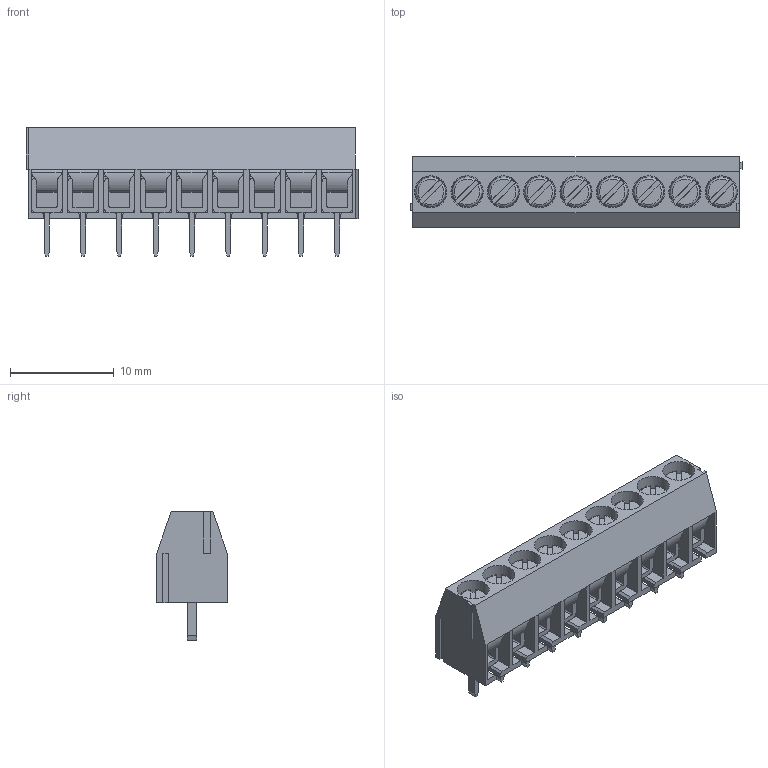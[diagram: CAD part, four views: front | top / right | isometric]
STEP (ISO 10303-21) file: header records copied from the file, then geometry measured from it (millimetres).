
FILE_DESCRIPTION(('FreeCAD Model'),'2;1');
FILE_NAME('Open CASCADE Shape Model','2023-02-18T22:12:12',( 'kicad StepUp'),('ksu MCAD'),'Open CASCADE STEP processor 7.6', 'FreeCAD','Unknown');
FILE_SCHEMA(('AUTOMOTIVE_DESIGN { 1 0 10303 214 1 1 1 1 }'));
Length unit declared in the file: millimetre
Products named in the file (32): PCB_Terminal_Block_9-P3.5; Body130; Body131; Body132; M1.6x4-Screw008; Body133; Body134; Body135; Body136; Body137; Body138; Body139; Body140; Body141; Body142; Body143; Body144; Body145; Body146; Body147; Body148; Body149; Body150; Body151; Body152; Body153; Body154; Body155; Body156; Body157; Body158; Body159
Assembly tree (31 placements, depth 2):
  PCB_Terminal_Block_9-P3.5
    Body130
    Body131
    Body132
    M1.6x4-Screw008
    Body133
    Body134
    Body135
    Body136
    Body137
    Body138
    Body139
    Body140
    Body141
    Body142
    Body143
    Body144
    Body145
    Body146
    Body147
    Body148
    Body149
    Body150
    Body151
    Body152
    Body153
    Body154
    Body155
    Body156
    Body157
    Body158
    Body159
Bounding box: 32 x 6.8 x 12.4 mm (x, y, z)
Volume: 1338.6 mm3; surface area: 4272 mm2
Topology: 31 solids, 31 shells, 932 faces, 2522 edges, 1650 vertices
Faces by surface type: plane 614, cylinder 278, revolution 30, cone 10
Full cylindrical faces by diameter (mm): 1.25 x20, 1.6 x10, 1.8 x10, 2.1 x9, 3.1 x9
Entity records: 31571 total; most frequent: CARTESIAN_POINT 6746, ORIENTED_EDGE 5046, DIRECTION 4956, EDGE_CURVE 2522, LINE 1726, VECTOR 1726, VERTEX_POINT 1650, AXIS2_PLACEMENT_3D 1600
